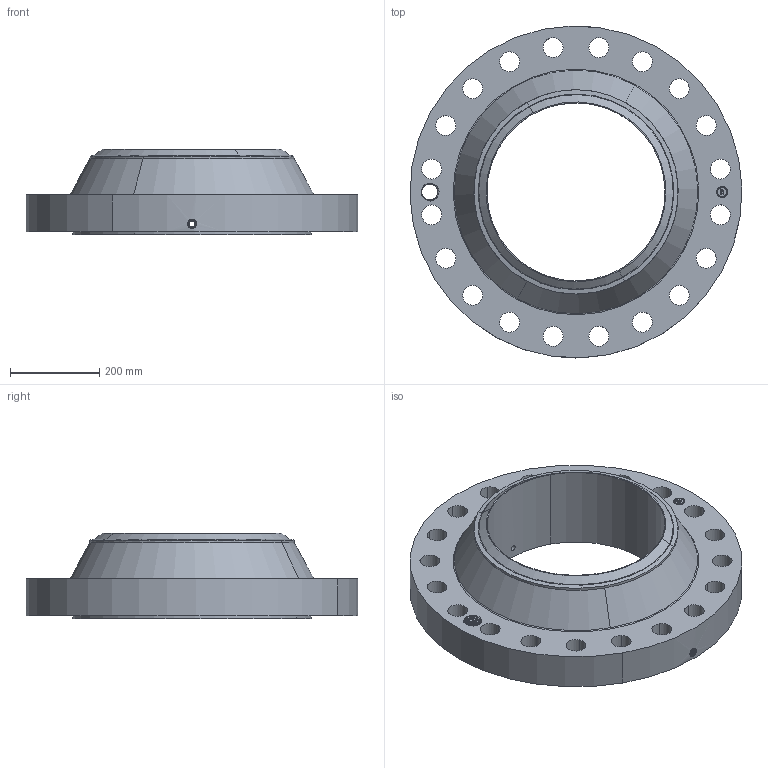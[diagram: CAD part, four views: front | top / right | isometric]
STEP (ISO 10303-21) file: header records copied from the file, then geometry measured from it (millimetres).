
FILE_DESCRIPTION(('3D STEP'),'2;1');
FILE_NAME('18-600-RF-WELD-NECK-100-ORIF-FLANGE.stp','2013-10-27T01:39:51+00:00',('Texas Flange'),(''),'CATIA Version 5 Release 20 SP 6 (IN-10)','CATIA V5 STEP AP214','800-826-3801');
FILE_SCHEMA(('AUTOMOTIVE_DESIGN { 1 0 10303 214 1 1 1 1 }'));
Length unit declared in the file: inch
Products named in the file (1): 18-600-RF-WELD-NECK-100-ORIF-FLANGE
Bounding box: 742.74 x 742.95 x 190.5 mm (x, y, z)
Volume: 29814408.3 mm3; surface area: 1350750.5 mm2
Topology: 1 solids, 1 shells, 863 faces, 2343 edges, 1501 vertices
Faces by surface type: plane 369, bspline 296, cylinder 139, cone 51, torus 4, revolution 4
Entity records: 37393 total; most frequent: CARTESIAN_POINT 16435, ORIENTED_EDGE 4686, EDGE_CURVE 2343, DIRECTION 2197, VERTEX_POINT 1501, VECTOR 1229, LINE 1229, B_SPLINE_CURVE_WITH_KNOTS 948
